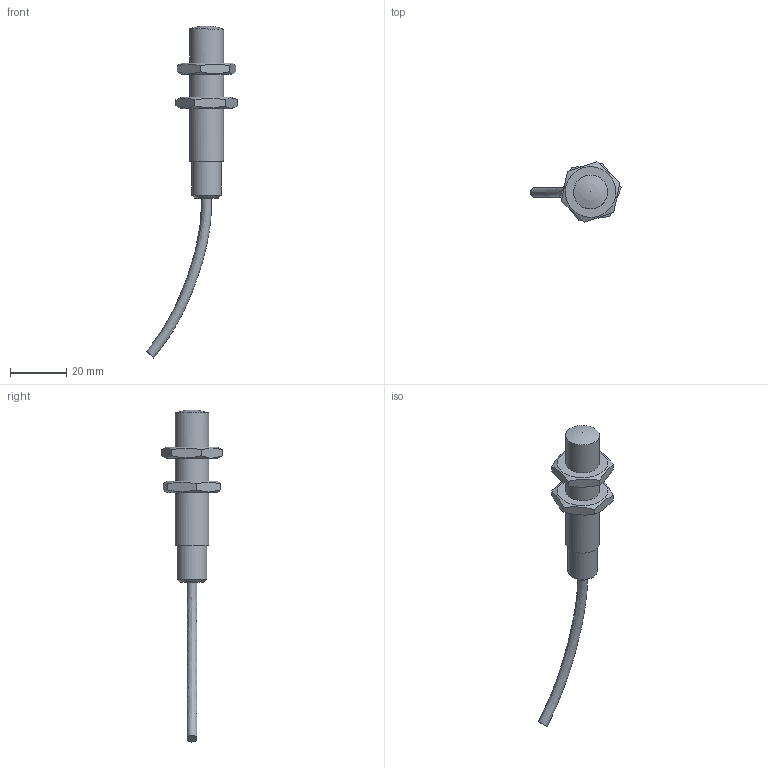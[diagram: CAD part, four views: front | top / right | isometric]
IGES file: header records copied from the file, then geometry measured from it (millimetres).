
Global section: file name: No Iges File Name specified; native system: AutoDesk Inventor R10; preprocessor: AutoDesk Inventor Iges Exporter R10; author: No Author specified; organization: No Organization specified; date: 20081107.180311; units: millimetre
Bounding box: 32.08 x 21.48 x 117.71 mm (x, y, z)
Volume: 8584.6 mm3; surface area: 4591.9 mm2
Topology: 3 solids, 3 shells, 75 faces, 176 edges, 117 vertices
Faces by surface type: plane 64, cone 5, bspline 2, cylinder 2, revolution 2
Full cylindrical faces by diameter (mm): 10.5 x1, 12 x1
